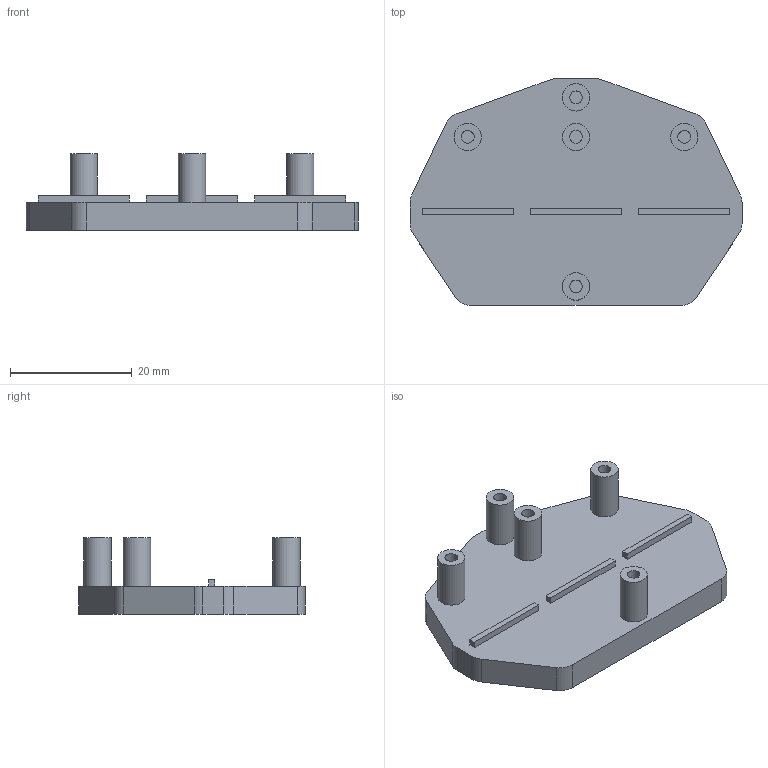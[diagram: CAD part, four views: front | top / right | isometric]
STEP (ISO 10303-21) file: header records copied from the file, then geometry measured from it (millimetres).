
FILE_DESCRIPTION(/* description */ (''),/* implementation_level */ '2;1');
FILE_NAME(/* name */ 'Soft_Controller_Tri-Port.stp',/* time_stamp */ '2024-02-29T19:41:59Z',/* author */ ('maksg'),/* organization */ (''),/* preprocessor_version */ 'ST-DEVELOPER v19.2',/* originating_system */ 'Autodesk Inventor 2024',/* authorisation */ '');
FILE_SCHEMA (('AUTOMOTIVE_DESIGN { 1 0 10303 214 3 1 1 }'));
Length unit declared in the file: millimetre
Products named in the file (1): Soft_Controller_Tri-Port_MkII
Bounding box: 54.6 x 37.3 x 12.6 mm (x, y, z)
Volume: 7080.5 mm3; surface area: 7080.1 mm2
Topology: 1 solids, 1 shells, 110 faces, 317 edges, 216 vertices
Faces by surface type: plane 73, cylinder 37
Full cylindrical faces by diameter (mm): 2.1 x5, 4.5 x5
Entity records: 3744 total; most frequent: CARTESIAN_POINT 716, ORIENTED_EDGE 634, DIRECTION 619, EDGE_CURVE 317, VERTEX_POINT 216, AXIS2_PLACEMENT_3D 215, LINE 189, VECTOR 189
